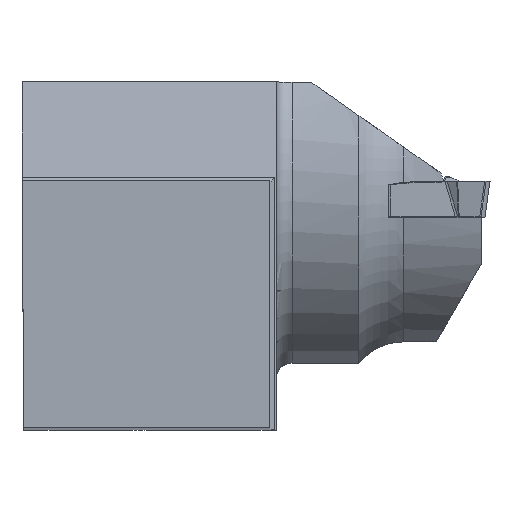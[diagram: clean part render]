
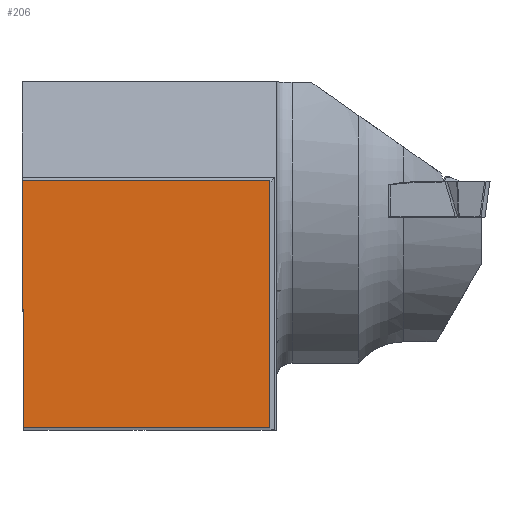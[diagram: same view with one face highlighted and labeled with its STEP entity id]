
A CAD part, top view. The second image highlights one B-rep face of the part: STEP entity #206.
In plain terms, the highlighted planar face has unit normal (0, 0, 1).
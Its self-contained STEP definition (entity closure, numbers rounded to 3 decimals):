
#206=ADVANCED_FACE('BLANK_BOXF006',(#321),#254,.F.);
#254=PLANE('',#1631);
#321=FACE_OUTER_BOUND('',#396,.T.);
#396=EDGE_LOOP('',(#753,#754,#755,#756));
#753=ORIENTED_EDGE('',*,*,#1174,.T.);
#754=ORIENTED_EDGE('',*,*,#1175,.T.);
#755=ORIENTED_EDGE('',*,*,#1176,.T.);
#756=ORIENTED_EDGE('',*,*,#1167,.T.);
#982=VERTEX_POINT('',#3335);
#983=VERTEX_POINT('',#3337);
#986=VERTEX_POINT('',#3349);
#987=VERTEX_POINT('',#3351);
#1167=EDGE_CURVE('',#983,#982,#1283,.T.);
#1174=EDGE_CURVE('',#982,#986,#1290,.T.);
#1175=EDGE_CURVE('',#986,#987,#1291,.T.);
#1176=EDGE_CURVE('',#987,#983,#1292,.T.);
#1283=LINE('',#3336,#1405);
#1290=LINE('',#3348,#1412);
#1291=LINE('',#3350,#1413);
#1292=LINE('',#3352,#1414);
#1405=VECTOR('',#1887,1.);
#1412=VECTOR('',#1898,1.);
#1413=VECTOR('',#1899,1.);
#1414=VECTOR('',#1900,1.);
#1631=AXIS2_PLACEMENT_3D('',#3353,#1901,#1902);
#1887=DIRECTION('',(1.,0.,0.));
#1898=DIRECTION('',(0.,1.,0.));
#1899=DIRECTION('',(-1.,0.,0.));
#1900=DIRECTION('',(0.004,-1.,0.));
#1901=DIRECTION('',(0.,0.,-1.));
#1902=DIRECTION('',(0.,-1.,0.));
#3335=CARTESIAN_POINT('',(24.875,0.,0.));
#3336=CARTESIAN_POINT('',(-158.532,0.,0.));
#3337=CARTESIAN_POINT('',(0.109,0.,0.));
#3348=CARTESIAN_POINT('',(24.875,-158.532,0.));
#3349=CARTESIAN_POINT('',(24.875,24.875,0.));
#3350=CARTESIAN_POINT('',(158.532,24.875,0.));
#3351=CARTESIAN_POINT('',(0.,24.875,0.));
#3352=CARTESIAN_POINT('',(-0.583,158.53,0.));
#3353=CARTESIAN_POINT('',(46.1,-5.,0.));
